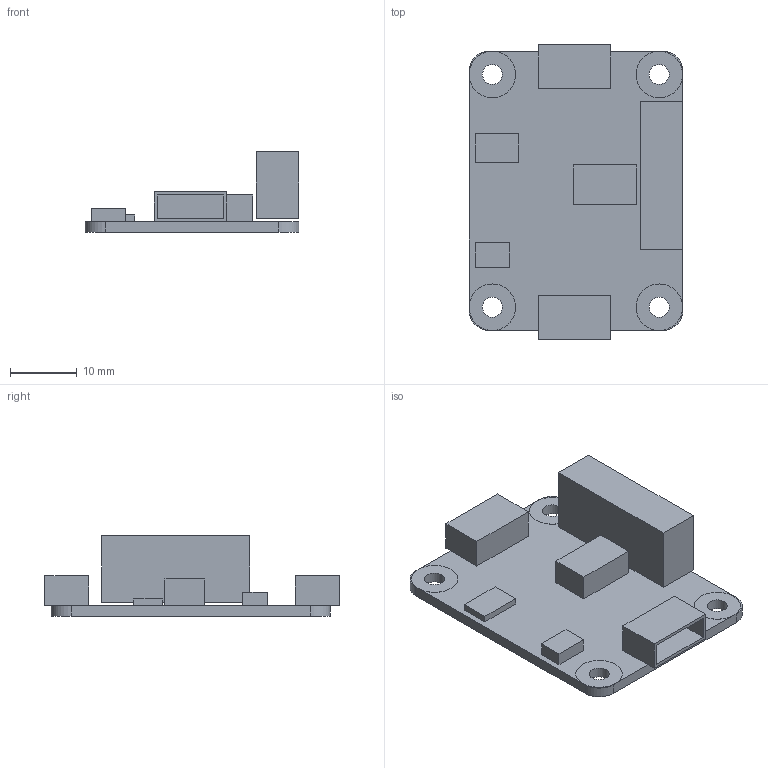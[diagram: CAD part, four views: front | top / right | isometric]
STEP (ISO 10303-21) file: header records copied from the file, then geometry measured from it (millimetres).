
FILE_DESCRIPTION(/* description */ (''),/* implementation_level */ '2;1');
FILE_NAME(/* name */ 'Analog Isolator DF Robot v1.step',/* time_stamp */ '2023-12-17T13:42:07+02:00',/* author */ (''),/* organization */ (''),/* preprocessor_version */ 'ST-DEVELOPER v20',/* originating_system */ 'Autodesk Translation Framework v12.14.0.127',/* authorisation */ '');
FILE_SCHEMA (('AUTOMOTIVE_DESIGN { 1 0 10303 214 3 1 1 }'));
Length unit declared in the file: millimetre
Products named in the file (1): (Unsaved)
Bounding box: 32.15 x 44.26 x 12.1 mm (x, y, z)
Volume: 4046.4 mm3; surface area: 5100.5 mm2
Topology: 7 solids, 7 shells, 70 faces, 154 edges, 100 vertices
Faces by surface type: plane 58, cylinder 12
Full cylindrical faces by diameter (mm): 3 x4, 7 x4
Entity records: 1970 total; most frequent: CARTESIAN_POINT 325, DIRECTION 324, ORIENTED_EDGE 308, EDGE_CURVE 154, LINE 126, VECTOR 126, VERTEX_POINT 100, AXIS2_PLACEMENT_3D 99
